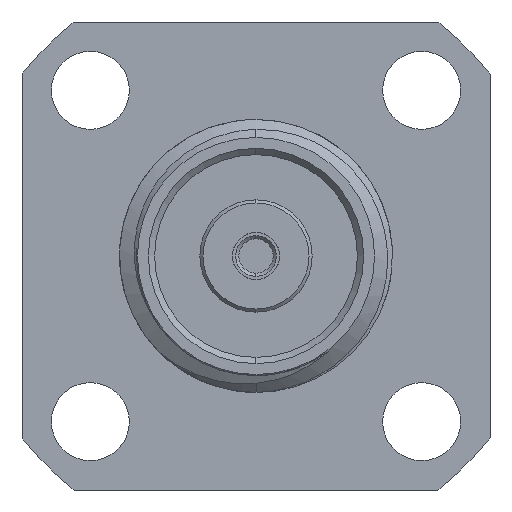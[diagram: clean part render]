
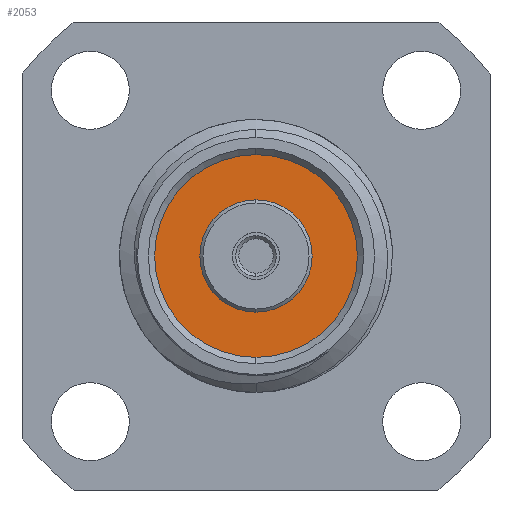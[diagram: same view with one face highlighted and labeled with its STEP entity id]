
A CAD part, left-side view. The second image highlights one B-rep face of the part: STEP entity #2053.
In plain terms, the highlighted planar face has unit normal (-1, 0, 0).
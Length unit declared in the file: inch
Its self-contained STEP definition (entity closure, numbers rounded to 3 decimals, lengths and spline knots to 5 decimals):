
#155 = AXIS2_PLACEMENT_3D ( 'NONE', #2737, #1157, #3219 ) ;
#287 = CARTESIAN_POINT ( 'NONE',  ( -0.38, 0.1625, 0. ) ) ;
#444 = AXIS2_PLACEMENT_3D ( 'NONE', #2934, #1136, #620 ) ;
#473 = CIRCLE ( 'NONE', #1880, 0.1625 ) ;
#496 = DIRECTION ( 'NONE',  ( 0., 0., 1. ) ) ;
#557 = FACE_BOUND ( 'NONE', #1092, .T. ) ;
#565 = CARTESIAN_POINT ( 'NONE',  ( -0.38, 0., -0.1625 ) ) ;
#620 = DIRECTION ( 'NONE',  ( 0., 0., 1. ) ) ;
#657 = CIRCLE ( 'NONE', #444, 0.09 ) ;
#710 = EDGE_CURVE ( 'NONE', #1361, #1816, #657, .T. ) ;
#712 = ORIENTED_EDGE ( 'NONE', *, *, #2578, .F. ) ;
#756 = DIRECTION ( 'NONE',  ( 0., 0., 1. ) ) ;
#1038 = VERTEX_POINT ( 'NONE', #2170 ) ;
#1063 = CARTESIAN_POINT ( 'NONE',  ( -0.38, 0., -0.09 ) ) ;
#1092 = EDGE_LOOP ( 'NONE', ( #712, #2379 ) ) ;
#1136 = DIRECTION ( 'NONE',  ( -1., 0., 0. ) ) ;
#1157 = DIRECTION ( 'NONE',  ( -1., 0., 0. ) ) ;
#1185 = CIRCLE ( 'NONE', #1341, 0.09 ) ;
#1234 = DIRECTION ( 'NONE',  ( -1., 0., 0. ) ) ;
#1286 = ORIENTED_EDGE ( 'NONE', *, *, #1488, .T. ) ;
#1324 = DIRECTION ( 'NONE',  ( 0., 0., -1. ) ) ;
#1341 = AXIS2_PLACEMENT_3D ( 'NONE', #2826, #1234, #756 ) ;
#1342 = PLANE ( 'NONE',  #1724 ) ;
#1361 = VERTEX_POINT ( 'NONE', #1063 ) ;
#1488 = EDGE_CURVE ( 'NONE', #1516, #1038, #473, .T. ) ;
#1516 = VERTEX_POINT ( 'NONE', #565 ) ;
#1724 = AXIS2_PLACEMENT_3D ( 'NONE', #287, #2377, #1324 ) ;
#1816 = VERTEX_POINT ( 'NONE', #2096 ) ;
#1880 = AXIS2_PLACEMENT_3D ( 'NONE', #3325, #2045, #496 ) ;
#2045 = DIRECTION ( 'NONE',  ( -1., 0., 0. ) ) ;
#2053 = ADVANCED_FACE ( 'NONE', ( #557, #2885 ), #1342, .F. ) ;
#2096 = CARTESIAN_POINT ( 'NONE',  ( -0.38, 0., 0.09 ) ) ;
#2170 = CARTESIAN_POINT ( 'NONE',  ( -0.38, 0., 0.1625 ) ) ;
#2377 = DIRECTION ( 'NONE',  ( 1., 0., 0. ) ) ;
#2379 = ORIENTED_EDGE ( 'NONE', *, *, #710, .F. ) ;
#2578 = EDGE_CURVE ( 'NONE', #1816, #1361, #1185, .T. ) ;
#2737 = CARTESIAN_POINT ( 'NONE',  ( -0.38, 0., 0. ) ) ;
#2826 = CARTESIAN_POINT ( 'NONE',  ( -0.38, 0., 0. ) ) ;
#2885 = FACE_OUTER_BOUND ( 'NONE', #3316, .T. ) ;
#2934 = CARTESIAN_POINT ( 'NONE',  ( -0.38, 0., 0. ) ) ;
#2952 = EDGE_CURVE ( 'NONE', #1038, #1516, #3337, .T. ) ;
#2980 = ORIENTED_EDGE ( 'NONE', *, *, #2952, .T. ) ;
#3219 = DIRECTION ( 'NONE',  ( 0., 0., 1. ) ) ;
#3316 = EDGE_LOOP ( 'NONE', ( #2980, #1286 ) ) ;
#3325 = CARTESIAN_POINT ( 'NONE',  ( -0.38, 0., 0. ) ) ;
#3337 = CIRCLE ( 'NONE', #155, 0.1625 ) ;
